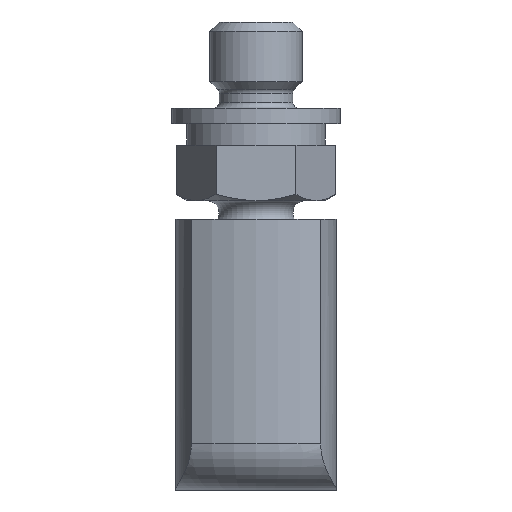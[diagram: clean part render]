
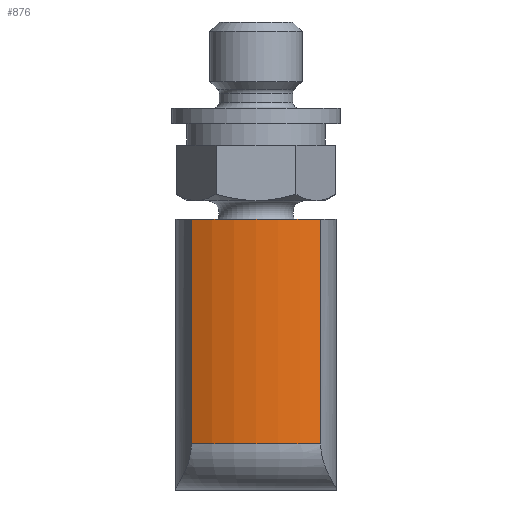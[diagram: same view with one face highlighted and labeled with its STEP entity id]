
A CAD part, left-side view. The second image highlights one B-rep face of the part: STEP entity #876.
In plain terms, the highlighted cylindrical face has radius 4.5 mm (diameter 9 mm), a partial arc.
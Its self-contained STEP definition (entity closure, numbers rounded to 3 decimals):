
#64=CYLINDRICAL_SURFACE('',#969,4.5);
#81=LINE('',#1455,#120);
#84=LINE('',#1467,#123);
#120=VECTOR('',#1111,1000.);
#123=VECTOR('',#1116,1000.);
#222=ORIENTED_EDGE('',*,*,#415,.T.);
#223=ORIENTED_EDGE('',*,*,#436,.F.);
#224=ORIENTED_EDGE('',*,*,#419,.F.);
#225=ORIENTED_EDGE('',*,*,#411,.F.);
#411=EDGE_CURVE('',#520,#521,#593,.T.);
#415=EDGE_CURVE('',#520,#523,#81,.T.);
#419=EDGE_CURVE('',#521,#526,#84,.T.);
#436=EDGE_CURVE('',#526,#523,#597,.T.);
#520=VERTEX_POINT('',#1440);
#521=VERTEX_POINT('',#1442);
#523=VERTEX_POINT('',#1453);
#526=VERTEX_POINT('',#1465);
#593=CIRCLE('',#958,4.5);
#597=CIRCLE('',#970,4.5);
#658=EDGE_LOOP('',(#222,#223,#224,#225));
#755=FACE_BOUND('',#658,.T.);
#876=ADVANCED_FACE('',(#755),#64,.T.);
#958=AXIS2_PLACEMENT_3D('',#1441,#1104,#1105);
#969=AXIS2_PLACEMENT_3D('',#1521,#1139,#1140);
#970=AXIS2_PLACEMENT_3D('',#1522,#1141,#1142);
#1104=DIRECTION('',(0.,0.,1.));
#1105=DIRECTION('',(1.,0.,0.));
#1111=DIRECTION('',(0.,0.,-1.));
#1116=DIRECTION('',(0.,0.,-1.));
#1139=DIRECTION('',(0.,0.,-1.));
#1140=DIRECTION('',(-1.,0.,0.));
#1141=DIRECTION('',(0.,0.,-1.));
#1142=DIRECTION('',(-1.,0.,0.));
#1440=CARTESIAN_POINT('',(-2.08,2.101,6.2));
#1441=CARTESIAN_POINT('',(1.9,0.,6.2));
#1442=CARTESIAN_POINT('',(-2.08,-2.101,6.2));
#1453=CARTESIAN_POINT('',(-2.08,2.101,-1.1));
#1455=CARTESIAN_POINT('',(-2.08,2.101,6.2));
#1465=CARTESIAN_POINT('',(-2.08,-2.101,-1.1));
#1467=CARTESIAN_POINT('',(-2.08,-2.101,6.2));
#1521=CARTESIAN_POINT('',(1.9,0.,6.2));
#1522=CARTESIAN_POINT('',(1.9,0.,-1.1));
